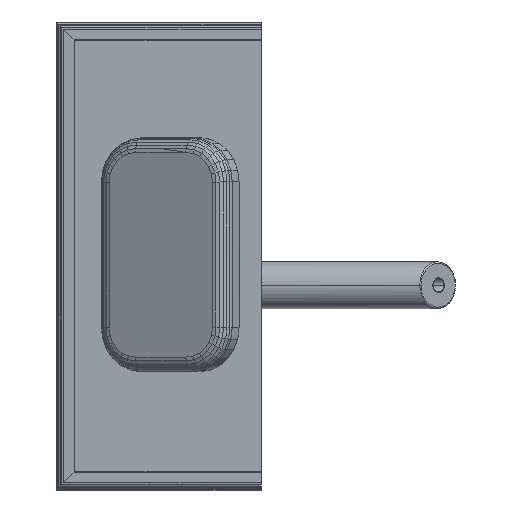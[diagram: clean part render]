
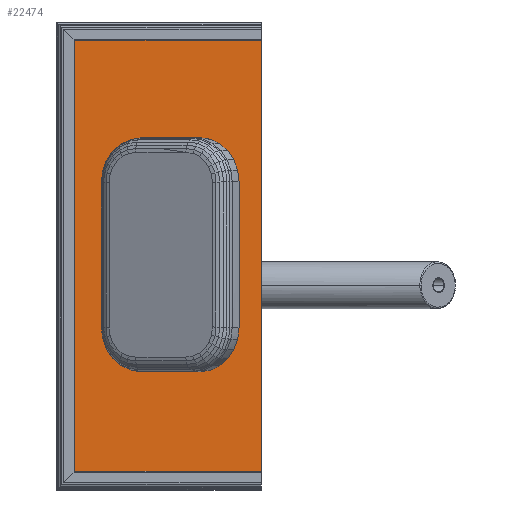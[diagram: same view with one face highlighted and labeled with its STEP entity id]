
A CAD part, top view. The second image highlights one B-rep face of the part: STEP entity #22474.
In plain terms, the highlighted planar face has unit normal (0, 0, 1).
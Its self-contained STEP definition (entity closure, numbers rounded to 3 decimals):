
#76 = B_SPLINE_CURVE_WITH_KNOTS ( 'NONE', 3,
 ( #2739, #33210, #6222, #28893 ),
 .UNSPECIFIED., .F., .F.,
 ( 4, 4 ),
 ( 0., 1. ),
 .UNSPECIFIED. ) ;
#190 = CARTESIAN_POINT ( 'NONE',  ( 0.35, 104.578, 15.202 ) ) ;
#2739 = CARTESIAN_POINT ( 'NONE',  ( 0.35, 6.3, 15.202 ) ) ;
#3591 = CARTESIAN_POINT ( 'NONE',  ( -34.578, 81.759, 15.202 ) ) ;
#3747 = CARTESIAN_POINT ( 'NONE',  ( 0.35, 6.3, 15.202 ) ) ;
#4183 = ORIENTED_EDGE ( 'NONE', *, *, #44155, .F. ) ;
#4306 = B_SPLINE_CURVE_WITH_KNOTS ( 'NONE', 3,
 ( #17460, #190, #9124, #13452 ),
 .UNSPECIFIED., .F., .F.,
 ( 4, 4 ),
 ( 0., 1. ),
 .UNSPECIFIED. ) ;
#5495 = DIRECTION ( 'NONE',  ( 0., 0., -1. ) ) ;
#5559 = B_SPLINE_CURVE_WITH_KNOTS ( 'NONE', 3,
 ( #32858, #33420, #55558, #54991 ),
 .UNSPECIFIED., .F., .F.,
 ( 4, 4 ),
 ( 0., 1. ),
 .UNSPECIFIED. ) ;
#6186 = VERTEX_POINT ( 'NONE', #39603 ) ;
#6222 = CARTESIAN_POINT ( 'NONE',  ( -42.122, 6.3, 15.202 ) ) ;
#6658 = B_SPLINE_CURVE_WITH_KNOTS ( 'NONE', 3,
 ( #32542, #15324, #50081, #10734 ),
 .UNSPECIFIED., .F., .F.,
 ( 4, 4 ),
 ( 0., 1. ),
 .UNSPECIFIED. ) ;
#8910 = CARTESIAN_POINT ( 'NONE',  ( -22.284, 81.759, 15.202 ) ) ;
#9124 = CARTESIAN_POINT ( 'NONE',  ( 0.35, 55.439, 15.202 ) ) ;
#9640 = B_SPLINE_CURVE_WITH_KNOTS ( 'NONE', 3,
 ( #32323, #19964, #10801, #45272 ),
 .UNSPECIFIED., .F., .F.,
 ( 4, 4 ),
 ( 0., 1. ),
 .UNSPECIFIED. ) ;
#9801 = VERTEX_POINT ( 'NONE', #3747 ) ;
#10071 = EDGE_CURVE ( 'NONE', #53963, #35917, #47990, .T. ) ;
#10383 = CARTESIAN_POINT ( 'NONE',  ( -63.359, 153.717, 15.202 ) ) ;
#10734 = CARTESIAN_POINT ( 'NONE',  ( -40.724, 78.259, 15.202 ) ) ;
#10801 = CARTESIAN_POINT ( 'NONE',  ( -28.431, 78.259, 15.202 ) ) ;
#11224 = CARTESIAN_POINT ( 'NONE',  ( -20.886, 153.717, 15.202 ) ) ;
#13452 = CARTESIAN_POINT ( 'NONE',  ( 0.35, 6.3, 15.202 ) ) ;
#13582 = ORIENTED_EDGE ( 'NONE', *, *, #10071, .F. ) ;
#14175 = CARTESIAN_POINT ( 'NONE',  ( -34.654, 80.009, 15.202 ) ) ;
#14453 = FACE_BOUND ( 'NONE', #15248, .T. ) ;
#15037 = ORIENTED_EDGE ( 'NONE', *, *, #48591, .F. ) ;
#15248 = EDGE_LOOP ( 'NONE', ( #15037, #55286, #4183, #40825 ) ) ;
#15324 = CARTESIAN_POINT ( 'NONE',  ( -40.724, 80.592, 15.202 ) ) ;
#16288 = CARTESIAN_POINT ( 'NONE',  ( -28.431, 81.759, 15.202 ) ) ;
#16731 = AXIS2_PLACEMENT_3D ( 'NONE', #14175, #5495, #39997 ) ;
#16738 = CARTESIAN_POINT ( 'NONE',  ( 0.35, 153.717, 15.202 ) ) ;
#17460 = CARTESIAN_POINT ( 'NONE',  ( 0.35, 153.717, 15.202 ) ) ;
#18012 = CARTESIAN_POINT ( 'NONE',  ( -63.359, 6.3, 15.202 ) ) ;
#19964 = CARTESIAN_POINT ( 'NONE',  ( -34.578, 78.259, 15.202 ) ) ;
#20599 = ORIENTED_EDGE ( 'NONE', *, *, #37876, .F. ) ;
#21134 = CARTESIAN_POINT ( 'NONE',  ( -40.724, 81.759, 15.202 ) ) ;
#22474 = ADVANCED_FACE ( 'NONE', ( #31364, #14453 ), #27049, .F. ) ;
#25152 = CARTESIAN_POINT ( 'NONE',  ( -22.284, 81.759, 15.202 ) ) ;
#27049 = PLANE ( 'NONE',  #16731 ) ;
#28893 = CARTESIAN_POINT ( 'NONE',  ( -63.359, 6.3, 15.202 ) ) ;
#29811 = CARTESIAN_POINT ( 'NONE',  ( -22.284, 81.759, 15.202 ) ) ;
#31073 = EDGE_CURVE ( 'NONE', #33686, #53963, #5559, .T. ) ;
#31338 = ORIENTED_EDGE ( 'NONE', *, *, #31073, .F. ) ;
#31364 = FACE_OUTER_BOUND ( 'NONE', #33858, .T. ) ;
#32179 = ORIENTED_EDGE ( 'NONE', *, *, #50614, .F. ) ;
#32323 = CARTESIAN_POINT ( 'NONE',  ( -40.724, 78.259, 15.202 ) ) ;
#32542 = CARTESIAN_POINT ( 'NONE',  ( -40.724, 81.759, 15.202 ) ) ;
#32858 = CARTESIAN_POINT ( 'NONE',  ( -63.359, 6.3, 15.202 ) ) ;
#33203 = B_SPLINE_CURVE_WITH_KNOTS ( 'NONE', 3,
 ( #52862, #44808, #39351, #8910 ),
 .UNSPECIFIED., .F., .F.,
 ( 4, 4 ),
 ( 0., 1. ),
 .UNSPECIFIED. ) ;
#33210 = CARTESIAN_POINT ( 'NONE',  ( -20.886, 6.3, 15.202 ) ) ;
#33420 = CARTESIAN_POINT ( 'NONE',  ( -63.359, 55.439, 15.202 ) ) ;
#33686 = VERTEX_POINT ( 'NONE', #18012 ) ;
#33858 = EDGE_LOOP ( 'NONE', ( #32179, #20599, #13582, #31338 ) ) ;
#35917 = VERTEX_POINT ( 'NONE', #16738 ) ;
#37876 = EDGE_CURVE ( 'NONE', #35917, #9801, #4306, .T. ) ;
#38873 = VERTEX_POINT ( 'NONE', #52624 ) ;
#39351 = CARTESIAN_POINT ( 'NONE',  ( -22.284, 80.592, 15.202 ) ) ;
#39505 = B_SPLINE_CURVE_WITH_KNOTS ( 'NONE', 3,
 ( #25152, #16288, #3591, #21134 ),
 .UNSPECIFIED., .F., .F.,
 ( 4, 4 ),
 ( 0., 1. ),
 .UNSPECIFIED. ) ;
#39603 = CARTESIAN_POINT ( 'NONE',  ( -40.724, 78.259, 15.202 ) ) ;
#39997 = DIRECTION ( 'NONE',  ( -1., 0., 0. ) ) ;
#40825 = ORIENTED_EDGE ( 'NONE', *, *, #52761, .F. ) ;
#42222 = CARTESIAN_POINT ( 'NONE',  ( 0.35, 153.717, 15.202 ) ) ;
#42514 = VERTEX_POINT ( 'NONE', #43839 ) ;
#43839 = CARTESIAN_POINT ( 'NONE',  ( -22.284, 78.259, 15.202 ) ) ;
#44155 = EDGE_CURVE ( 'NONE', #6186, #42514, #9640, .T. ) ;
#44808 = CARTESIAN_POINT ( 'NONE',  ( -22.284, 79.425, 15.202 ) ) ;
#45272 = CARTESIAN_POINT ( 'NONE',  ( -22.284, 78.259, 15.202 ) ) ;
#45703 = CARTESIAN_POINT ( 'NONE',  ( -42.122, 153.717, 15.202 ) ) ;
#47990 = B_SPLINE_CURVE_WITH_KNOTS ( 'NONE', 3,
 ( #10383, #45703, #11224, #42222 ),
 .UNSPECIFIED., .F., .F.,
 ( 4, 4 ),
 ( 0., 1. ),
 .UNSPECIFIED. ) ;
#48591 = EDGE_CURVE ( 'NONE', #51326, #38873, #39505, .T. ) ;
#50081 = CARTESIAN_POINT ( 'NONE',  ( -40.724, 79.425, 15.202 ) ) ;
#50614 = EDGE_CURVE ( 'NONE', #9801, #33686, #76, .T. ) ;
#51326 = VERTEX_POINT ( 'NONE', #29811 ) ;
#52624 = CARTESIAN_POINT ( 'NONE',  ( -40.724, 81.759, 15.202 ) ) ;
#52761 = EDGE_CURVE ( 'NONE', #38873, #6186, #6658, .T. ) ;
#52862 = CARTESIAN_POINT ( 'NONE',  ( -22.284, 78.259, 15.202 ) ) ;
#53963 = VERTEX_POINT ( 'NONE', #54897 ) ;
#54897 = CARTESIAN_POINT ( 'NONE',  ( -63.359, 153.717, 15.202 ) ) ;
#54958 = EDGE_CURVE ( 'NONE', #42514, #51326, #33203, .T. ) ;
#54991 = CARTESIAN_POINT ( 'NONE',  ( -63.359, 153.717, 15.202 ) ) ;
#55286 = ORIENTED_EDGE ( 'NONE', *, *, #54958, .F. ) ;
#55558 = CARTESIAN_POINT ( 'NONE',  ( -63.359, 104.578, 15.202 ) ) ;
